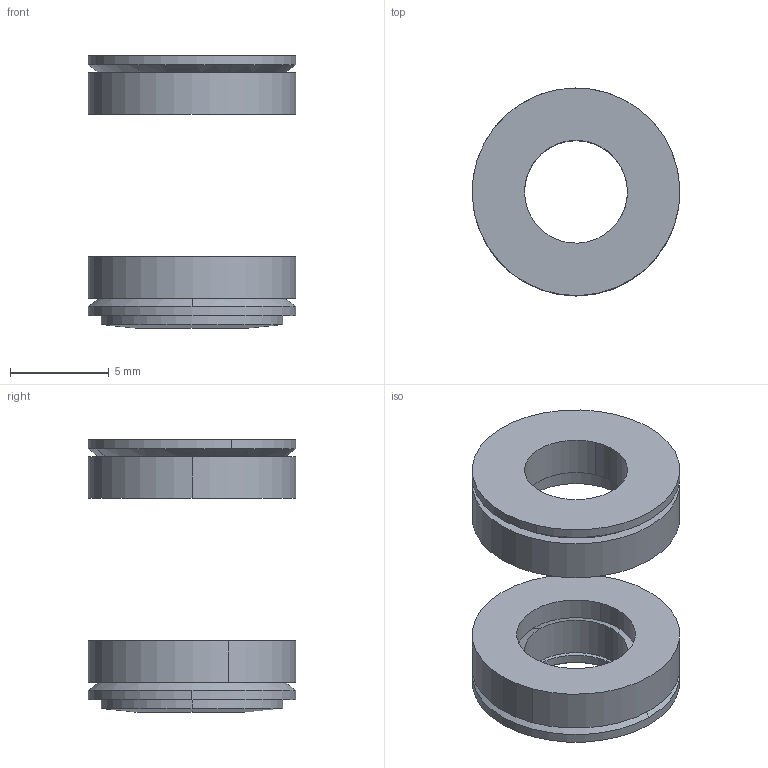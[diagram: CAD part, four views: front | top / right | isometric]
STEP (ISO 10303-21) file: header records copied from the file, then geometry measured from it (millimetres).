
FILE_DESCRIPTION (( 'STEP AP214' ), '1' );
FILE_NAME ('0186-0328_160901_PLF01-12-Ni.STEP', '2016-09-02T13:05:48', ( '' ), ( '' ), 'SwSTEP 2.0', 'SolidWorks 2016', '' );
FILE_SCHEMA (( 'AUTOMOTIVE_DESIGN' ));
Length unit declared in the file: millimetre
Products named in the file (9): Spannscheibe_M5; Kugelscheibe5x2.0-Ni_M5; Kegelpfanne5x2.1-Ni; 0186-0328_160901_PLF01-12-Ni; Kugelscheibe5x2.0-Ni
Assembly tree (5 placements, depth 2):
  Spannscheibe_M5
  0186-0328_160901_PLF01-12-Ni
    Kegelpfanne5x2.1-Ni  x2
    Spannscheibe_M5
    Kugelscheibe5x2.0-Ni_M5  x2
  Kugelscheibe5x2.0-Ni
  Kegelpfanne5x2.1-Ni
  Kegelpfanne5x2.1-Ni
Bounding box: 10.5 x 10.5 x 13.8 mm (x, y, z)
Volume: 390.4 mm3; surface area: 916.8 mm2
Topology: 5 solids, 5 shells, 39 faces, 86 edges, 54 vertices
Faces by surface type: cylinder 20, cone 8, plane 7, sphere 4
Entity records: 1014 total; most frequent: DIRECTION 144, CARTESIAN_POINT 141, ORIENTED_EDGE 104, AXIS2_PLACEMENT_3D 67, EDGE_CURVE 52, CIRCLE 34, VERTEX_POINT 32, EDGE_LOOP 28
